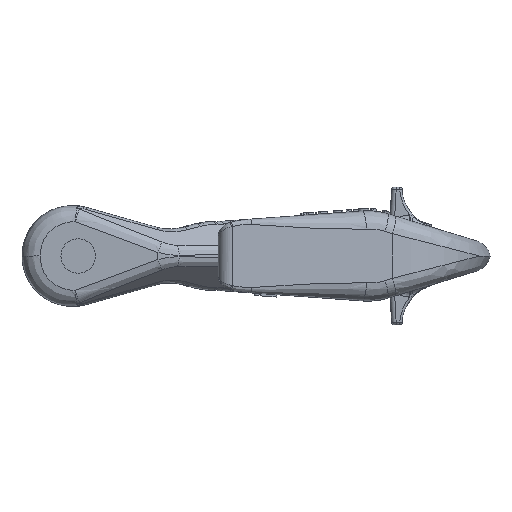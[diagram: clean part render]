
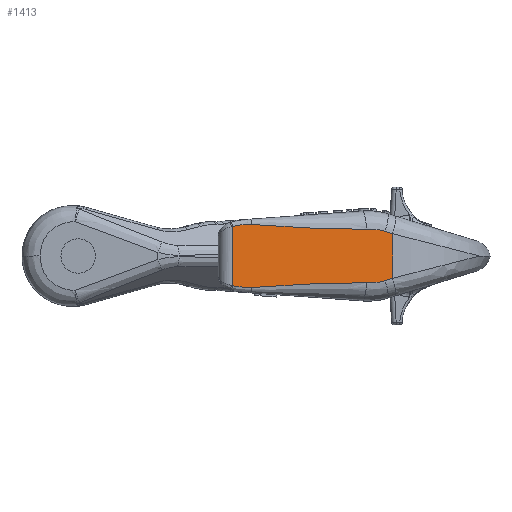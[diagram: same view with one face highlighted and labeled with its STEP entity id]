
A CAD part, front view. The second image highlights one B-rep face of the part: STEP entity #1413.
In plain terms, the highlighted planar face has unit normal (0.149, -0.989, 0).
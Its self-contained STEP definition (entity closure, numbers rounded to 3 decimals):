
#236=(
BOUNDED_CURVE()
B_SPLINE_CURVE(3,(#17106,#17107,#17108,#17109),.UNSPECIFIED.,.F.,.F.)
B_SPLINE_CURVE_WITH_KNOTS((4,4),(0.,1.),.UNSPECIFIED.)
CURVE()
GEOMETRIC_REPRESENTATION_ITEM()
RATIONAL_B_SPLINE_CURVE((1.,1.,1.,1.))
REPRESENTATION_ITEM('')
);
#237=(
BOUNDED_CURVE()
B_SPLINE_CURVE(3,(#17130,#17131,#17132,#17133),.UNSPECIFIED.,.F.,.F.)
B_SPLINE_CURVE_WITH_KNOTS((4,4),(0.,1.),.UNSPECIFIED.)
CURVE()
GEOMETRIC_REPRESENTATION_ITEM()
RATIONAL_B_SPLINE_CURVE((1.,1.,1.,1.))
REPRESENTATION_ITEM('')
);
#295=ELLIPSE('',#9864,22.249,22.);
#296=ELLIPSE('',#9865,22.249,22.);
#463=PLANE('',#9866);
#734=FACE_OUTER_BOUND('',#3617,.T.);
#1413=ADVANCED_FACE('',(#734),#463,.T.);
#2461=LINE('',#17050,#3111);
#2462=LINE('',#17098,#3112);
#2463=LINE('',#17100,#3113);
#2464=LINE('',#17102,#3114);
#3111=VECTOR('',#11076,1.);
#3112=VECTOR('',#11081,1.);
#3113=VECTOR('',#11082,1.);
#3114=VECTOR('',#11083,1.);
#3617=EDGE_LOOP('',(#5108,#5109,#5110,#5111,#5112,#5113,#5114,#5115,#5116,
#5117));
#5108=ORIENTED_EDGE('',*,*,#8378,.T.);
#5109=ORIENTED_EDGE('',*,*,#8379,.T.);
#5110=ORIENTED_EDGE('',*,*,#8380,.T.);
#5111=ORIENTED_EDGE('',*,*,#8381,.T.);
#5112=ORIENTED_EDGE('',*,*,#8382,.T.);
#5113=ORIENTED_EDGE('',*,*,#8383,.T.);
#5114=ORIENTED_EDGE('',*,*,#8384,.T.);
#5115=ORIENTED_EDGE('',*,*,#8375,.F.);
#5116=ORIENTED_EDGE('',*,*,#8385,.T.);
#5117=ORIENTED_EDGE('',*,*,#8386,.T.);
#7299=VERTEX_POINT('',#17049);
#7300=VERTEX_POINT('',#17051);
#7302=VERTEX_POINT('',#17096);
#7303=VERTEX_POINT('',#17097);
#7304=VERTEX_POINT('',#17099);
#7305=VERTEX_POINT('',#17101);
#7306=VERTEX_POINT('',#17103);
#7307=VERTEX_POINT('',#17105);
#7308=VERTEX_POINT('',#17110);
#7309=VERTEX_POINT('',#17129);
#8375=EDGE_CURVE('',#7299,#7300,#2461,.T.);
#8378=EDGE_CURVE('',#7302,#7303,#295,.T.);
#8379=EDGE_CURVE('',#7303,#7304,#2462,.T.);
#8380=EDGE_CURVE('',#7304,#7305,#2463,.T.);
#8381=EDGE_CURVE('',#7305,#7306,#2464,.T.);
#8382=EDGE_CURVE('',#7306,#7307,#296,.T.);
#8383=EDGE_CURVE('',#7307,#7308,#236,.T.);
#8384=EDGE_CURVE('',#7308,#7300,#9416,.T.);
#8385=EDGE_CURVE('',#7299,#7309,#9417,.T.);
#8386=EDGE_CURVE('',#7309,#7302,#237,.T.);
#9416=B_SPLINE_CURVE_WITH_KNOTS('',3,(#17111,#17112,#17113,#17114,#17115,
#17116,#17117,#17118,#17119),.UNSPECIFIED.,.F.,.F.,(4,2,2,1,4),(0.,0.5,
0.625,0.75,1.),.UNSPECIFIED.);
#9417=B_SPLINE_CURVE_WITH_KNOTS('',3,(#17120,#17121,#17122,#17123,#17124,
#17125,#17126,#17127,#17128),.UNSPECIFIED.,.F.,.F.,(4,1,2,2,4),(0.,0.25,
0.375,0.5,1.),.UNSPECIFIED.);
#9864=AXIS2_PLACEMENT_3D('',#17095,#11079,#11080);
#9865=AXIS2_PLACEMENT_3D('',#17104,#11084,#11085);
#9866=AXIS2_PLACEMENT_3D('',#17134,#11086,#11087);
#11076=DIRECTION('',(0.,0.,1.));
#11079=DIRECTION('',(0.149,-0.989,0.));
#11080=DIRECTION('',(-0.989,-0.149,0.));
#11081=DIRECTION('',(0.947,0.143,0.289));
#11082=DIRECTION('',(0.,0.,1.));
#11083=DIRECTION('',(-0.947,-0.143,0.289));
#11084=DIRECTION('',(0.149,-0.989,0.));
#11085=DIRECTION('',(-0.989,-0.149,0.));
#11086=DIRECTION('',(0.149,-0.989,0.));
#11087=DIRECTION('',(0.989,0.149,0.));
#17049=CARTESIAN_POINT('',(-58.18,-59.939,-12.896));
#17050=CARTESIAN_POINT('',(-58.18,-59.939,-22.));
#17051=CARTESIAN_POINT('',(-58.18,-59.939,12.896));
#17095=CARTESIAN_POINT('',(1.776,-50.9,10.326));
#17096=CARTESIAN_POINT('',(0.186,-51.14,-11.616));
#17097=CARTESIAN_POINT('',(8.208,-49.931,-10.712));
#17098=CARTESIAN_POINT('',(-55.712,-59.567,-30.255));
#17099=CARTESIAN_POINT('',(11.453,-49.441,-9.72));
#17100=CARTESIAN_POINT('',(11.453,-49.441,-22.));
#17101=CARTESIAN_POINT('',(11.453,-49.441,9.72));
#17102=CARTESIAN_POINT('',(-55.712,-59.567,30.255));
#17103=CARTESIAN_POINT('',(8.208,-49.931,10.712));
#17104=CARTESIAN_POINT('',(1.776,-50.9,-10.326));
#17105=CARTESIAN_POINT('',(0.186,-51.14,11.616));
#17106=CARTESIAN_POINT('',(0.186,-51.14,11.616));
#17107=CARTESIAN_POINT('',(-16.386,-53.638,10.415));
#17108=CARTESIAN_POINT('',(-33.273,-56.184,13.669));
#17109=CARTESIAN_POINT('',(-49.935,-58.696,13.732));
#17110=CARTESIAN_POINT('',(-49.935,-58.696,13.732));
#17111=CARTESIAN_POINT('',(-49.935,-58.696,13.732));
#17112=CARTESIAN_POINT('',(-51.622,-58.95,13.739));
#17113=CARTESIAN_POINT('',(-53.19,-59.186,13.665));
#17114=CARTESIAN_POINT('',(-54.999,-59.459,13.472));
#17115=CARTESIAN_POINT('',(-55.292,-59.503,13.436));
#17116=CARTESIAN_POINT('',(-55.919,-59.598,13.349));
#17117=CARTESIAN_POINT('',(-56.833,-59.735,13.207));
#17118=CARTESIAN_POINT('',(-57.663,-59.861,13.03));
#17119=CARTESIAN_POINT('',(-58.18,-59.939,12.896));
#17120=CARTESIAN_POINT('',(-58.18,-59.939,-12.896));
#17121=CARTESIAN_POINT('',(-57.663,-59.861,-13.03));
#17122=CARTESIAN_POINT('',(-56.833,-59.735,-13.207));
#17123=CARTESIAN_POINT('',(-55.919,-59.598,-13.349));
#17124=CARTESIAN_POINT('',(-55.292,-59.503,-13.436));
#17125=CARTESIAN_POINT('',(-54.999,-59.459,-13.472));
#17126=CARTESIAN_POINT('',(-53.19,-59.186,-13.665));
#17127=CARTESIAN_POINT('',(-51.622,-58.95,-13.739));
#17128=CARTESIAN_POINT('',(-49.935,-58.696,-13.732));
#17129=CARTESIAN_POINT('',(-49.935,-58.696,-13.732));
#17130=CARTESIAN_POINT('',(-49.935,-58.696,-13.732));
#17131=CARTESIAN_POINT('',(-33.273,-56.184,-13.669));
#17132=CARTESIAN_POINT('',(-16.386,-53.638,-10.415));
#17133=CARTESIAN_POINT('',(0.186,-51.14,-11.616));
#17134=CARTESIAN_POINT('',(-58.18,-59.939,-22.));
